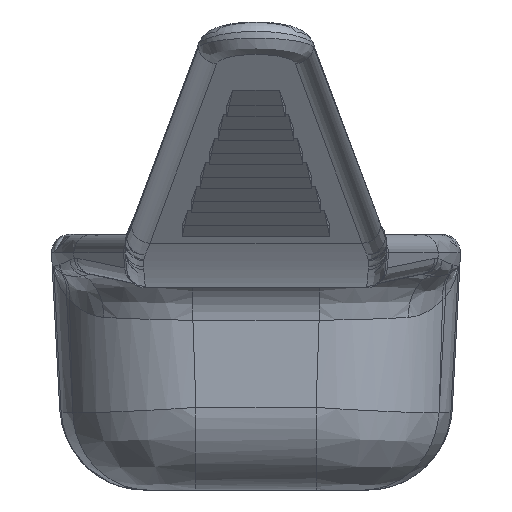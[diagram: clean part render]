
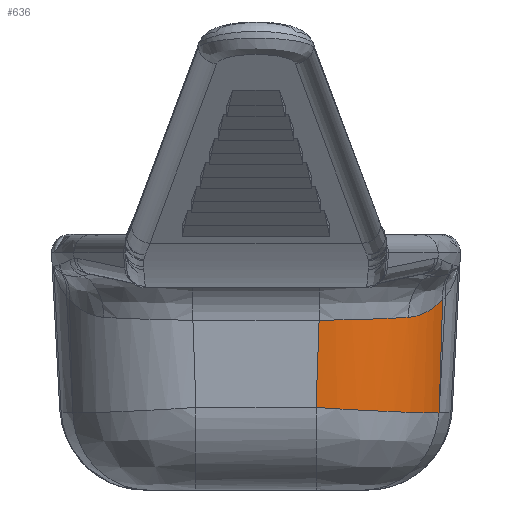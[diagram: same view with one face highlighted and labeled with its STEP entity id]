
A CAD part, front view. The second image highlights one B-rep face of the part: STEP entity #636.
In plain terms, the highlighted cylindrical face has radius 2.921 mm (diameter 5.842 mm), a partial arc.
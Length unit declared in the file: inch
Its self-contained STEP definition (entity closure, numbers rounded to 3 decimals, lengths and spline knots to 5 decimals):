
#276=CYLINDRICAL_SURFACE('',#5181,0.115);
#351=ELLIPSE('',#5180,0.11513,0.115);
#466=B_SPLINE_CURVE_WITH_KNOTS('',3,(#8319,#8320,#8321,#8322,#8323,#8324,
#8325),.UNSPECIFIED.,.F.,.F.,(4,3,4),(0.,0.61374,1.),
 .UNSPECIFIED.);
#467=B_SPLINE_CURVE_WITH_KNOTS('',3,(#8328,#8329,#8330,#8331),
 .UNSPECIFIED.,.F.,.F.,(4,4),(0.,1.),.UNSPECIFIED.);
#636=ADVANCED_FACE('',(#1037),#276,.T.);
#1037=FACE_OUTER_BOUND('',#1329,.T.);
#1329=EDGE_LOOP('',(#2252,#2253,#2254,#2255,#2256));
#2252=ORIENTED_EDGE('',*,*,#3941,.F.);
#2253=ORIENTED_EDGE('',*,*,#3961,.T.);
#2254=ORIENTED_EDGE('',*,*,#3962,.T.);
#2255=ORIENTED_EDGE('',*,*,#3881,.F.);
#2256=ORIENTED_EDGE('',*,*,#3963,.T.);
#3359=VERTEX_POINT('',#7975);
#3360=VERTEX_POINT('',#7976);
#3400=VERTEX_POINT('',#8199);
#3402=VERTEX_POINT('',#8205);
#3412=VERTEX_POINT('',#8326);
#3881=EDGE_CURVE('',#3359,#3360,#4429,.T.);
#3941=EDGE_CURVE('',#3402,#3400,#4458,.T.);
#3961=EDGE_CURVE('',#3402,#3412,#466,.T.);
#3962=EDGE_CURVE('',#3412,#3360,#351,.T.);
#3963=EDGE_CURVE('',#3359,#3400,#467,.T.);
#4429=LINE('',#7974,#4756);
#4458=LINE('',#8206,#4785);
#4756=VECTOR('',#5858,1.);
#4785=VECTOR('',#5927,1.);
#5180=AXIS2_PLACEMENT_3D('',#8327,#5949,#5950);
#5181=AXIS2_PLACEMENT_3D('',#8332,#5951,#5952);
#5858=DIRECTION('',(0.035,-0.052,0.998));
#5927=DIRECTION('',(-0.035,0.052,-0.998));
#5949=DIRECTION('',(0.012,0.052,-0.999));
#5950=DIRECTION('',(1.,-0.001,0.012));
#5951=DIRECTION('',(0.035,-0.052,0.998));
#5952=DIRECTION('',(0.,-0.999,-0.052));
#7974=CARTESIAN_POINT('',(-7.26439,-1.2969,-4.52487));
#7975=CARTESIAN_POINT('',(-7.26831,-1.29097,-4.63793));
#7976=CARTESIAN_POINT('',(-7.26571,-1.29491,-4.56289));
#8199=CARTESIAN_POINT('',(-7.16241,-1.21993,-4.64267));
#8205=CARTESIAN_POINT('',(-7.15938,-1.22587,-4.54502));
#8206=CARTESIAN_POINT('',(-7.16507,-1.21727,-4.7091));
#8319=CARTESIAN_POINT('',(-7.15938,-1.22587,-4.54502));
#8320=CARTESIAN_POINT('',(-7.16342,-1.23478,-4.54949));
#8321=CARTESIAN_POINT('',(-7.1687,-1.24335,-4.55388));
#8322=CARTESIAN_POINT('',(-7.17522,-1.25136,-4.55688));
#8323=CARTESIAN_POINT('',(-7.17933,-1.25641,-4.55877));
#8324=CARTESIAN_POINT('',(-7.18403,-1.26132,-4.56015));
#8325=CARTESIAN_POINT('',(-7.1891,-1.26583,-4.56044));
#8326=CARTESIAN_POINT('',(-7.1891,-1.26583,-4.56044));
#8327=CARTESIAN_POINT('',(-7.26571,-1.18006,-4.55687));
#8328=CARTESIAN_POINT('',(-7.26831,-1.29097,-4.63793));
#8329=CARTESIAN_POINT('',(-7.22364,-1.29081,-4.64105));
#8330=CARTESIAN_POINT('',(-7.18026,-1.26198,-4.64263));
#8331=CARTESIAN_POINT('',(-7.16277,-1.22076,-4.64266));
#8332=CARTESIAN_POINT('',(-7.26439,-1.18206,-4.51885));
